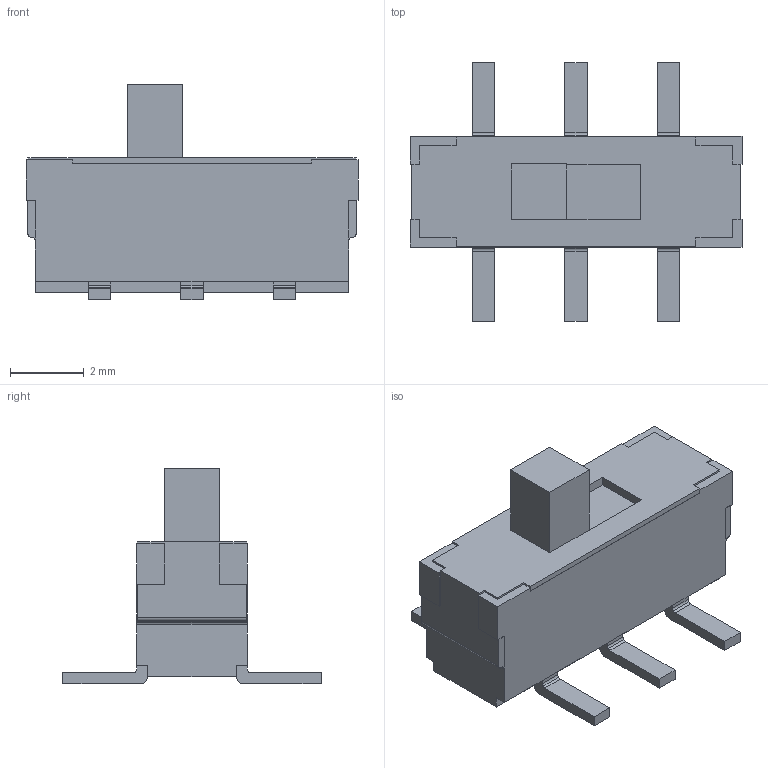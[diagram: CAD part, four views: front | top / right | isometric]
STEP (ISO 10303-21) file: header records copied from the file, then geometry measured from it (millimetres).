
FILE_DESCRIPTION (( 'STEP AP203' ), '1' );
FILE_NAME ('JS202011SCQN.STEP', '2021-03-26T08:36:21', ( 'Admin' ), ( '' ), 'SwSTEP 2.0', 'SolidWorks 2018', '' );
FILE_SCHEMA (( 'CONFIG_CONTROL_DESIGN' ));
Length unit declared in the file: millimetre
Products named in the file (1): JS202011SCQN
Bounding box: 9 x 7 x 5.85 mm (x, y, z)
Volume: 100.6 mm3; surface area: 177 mm2
Topology: 1 solids, 1 shells, 159 faces, 430 edges, 274 vertices
Faces by surface type: plane 127, cylinder 32
Entity records: 4981 total; most frequent: CARTESIAN_POINT 864, ORIENTED_EDGE 860, DIRECTION 814, EDGE_CURVE 430, LINE 366, VECTOR 366, VERTEX_POINT 274, AXIS2_PLACEMENT_3D 224
